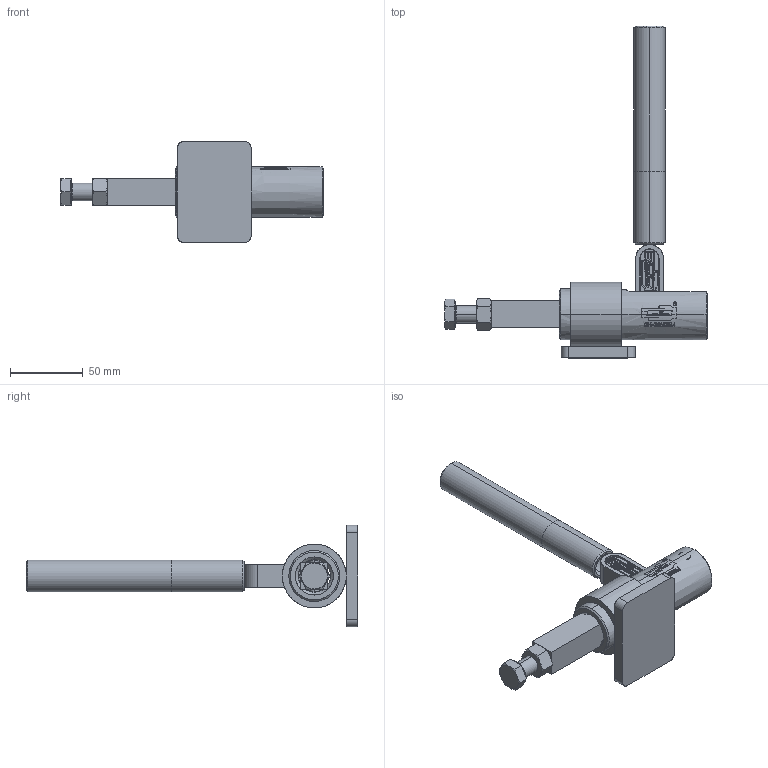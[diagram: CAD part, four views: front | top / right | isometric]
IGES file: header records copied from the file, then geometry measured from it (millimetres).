
Start section: SolidWorks IGES file using analytic representation for surfaces
Global section: file name: 8HGH-30509M(簡化).IGS; native system: SolidWorks 2016; preprocessor: SolidWorks 2016; author: LinWei; date: 200619.132952; units: millimetre
Bounding box: 180.9 x 228.31 x 69.8 mm (x, y, z)
Surface area: 79443.8 mm2 (no closed solid volume)
Topology: 0 solids, 0 shells, 960 faces, 10400 edges, 10398 vertices
Faces by surface type: bspline 732, revolution 228
